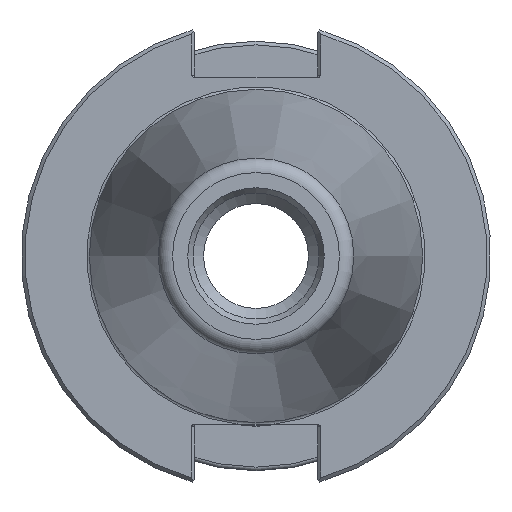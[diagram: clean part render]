
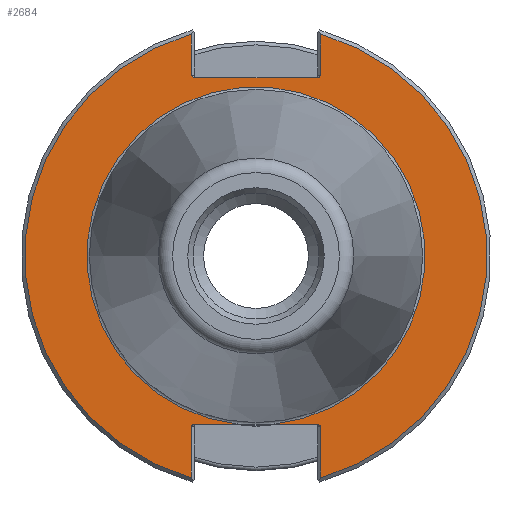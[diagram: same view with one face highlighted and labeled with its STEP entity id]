
A CAD part, left-side view. The second image highlights one B-rep face of the part: STEP entity #2684.
In plain terms, the highlighted planar face has unit normal (-1, 0, 0).
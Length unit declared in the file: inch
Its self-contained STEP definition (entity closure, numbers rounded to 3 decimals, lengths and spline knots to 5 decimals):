
#28=ELLIPSE('',#2959,0.02828,0.02);
#32=ELLIPSE('',#2968,0.02828,0.02);
#33=ELLIPSE('',#2972,0.02828,0.02);
#37=ELLIPSE('',#2981,0.02828,0.02);
#259=LINE('',#5405,#433);
#267=LINE('',#5437,#441);
#275=LINE('',#5468,#449);
#283=LINE('',#5500,#457);
#285=LINE('',#5532,#459);
#286=LINE('',#5534,#460);
#287=LINE('',#5536,#461);
#433=VECTOR('',#3496,0.3937);
#441=VECTOR('',#3522,0.3937);
#449=VECTOR('',#3546,0.3937);
#457=VECTOR('',#3572,0.3937);
#459=VECTOR('',#3590,0.3937);
#460=VECTOR('',#3593,0.3937);
#461=VECTOR('',#3596,0.3937);
#673=PLANE('',#2995);
#786=FACE_OUTER_BOUND('',#935,.T.);
#935=EDGE_LOOP('',(#2270,#2271,#2272,#2273,#2274,#2275,#2276,#2277,#2278,
#2279,#2280,#2281,#2282,#2283));
#1069=CIRCLE('',#2990,1.395);
#1074=CIRCLE('',#2996,1.9075);
#1075=CIRCLE('',#2997,1.9075);
#1287=VERTEX_POINT('',#5390);
#1288=VERTEX_POINT('',#5392);
#1291=VERTEX_POINT('',#5404);
#1296=VERTEX_POINT('',#5422);
#1297=VERTEX_POINT('',#5424);
#1300=VERTEX_POINT('',#5436);
#1302=VERTEX_POINT('',#5444);
#1303=VERTEX_POINT('',#5445);
#1309=VERTEX_POINT('',#5464);
#1312=VERTEX_POINT('',#5478);
#1313=VERTEX_POINT('',#5480);
#1318=VERTEX_POINT('',#5496);
#1320=VERTEX_POINT('',#5508);
#1322=VERTEX_POINT('',#5516);
#1618=EDGE_CURVE('',#1287,#1288,#28,.T.);
#1623=EDGE_CURVE('',#1288,#1291,#259,.T.);
#1632=EDGE_CURVE('',#1296,#1297,#32,.T.);
#1637=EDGE_CURVE('',#1297,#1300,#267,.T.);
#1640=EDGE_CURVE('',#1302,#1303,#33,.T.);
#1651=EDGE_CURVE('',#1309,#1302,#275,.T.);
#1656=EDGE_CURVE('',#1312,#1313,#37,.T.);
#1665=EDGE_CURVE('',#1318,#1312,#283,.T.);
#1669=EDGE_CURVE('',#1320,#1322,#1069,.T.);
#1675=EDGE_CURVE('',#1303,#1320,#285,.T.);
#1676=EDGE_CURVE('',#1291,#1309,#1074,.T.);
#1677=EDGE_CURVE('',#1313,#1287,#286,.T.);
#1678=EDGE_CURVE('',#1300,#1318,#1075,.T.);
#1679=EDGE_CURVE('',#1322,#1296,#287,.T.);
#2270=ORIENTED_EDGE('',*,*,#1669,.F.);
#2271=ORIENTED_EDGE('',*,*,#1675,.F.);
#2272=ORIENTED_EDGE('',*,*,#1640,.F.);
#2273=ORIENTED_EDGE('',*,*,#1651,.F.);
#2274=ORIENTED_EDGE('',*,*,#1676,.F.);
#2275=ORIENTED_EDGE('',*,*,#1623,.F.);
#2276=ORIENTED_EDGE('',*,*,#1618,.F.);
#2277=ORIENTED_EDGE('',*,*,#1677,.F.);
#2278=ORIENTED_EDGE('',*,*,#1656,.F.);
#2279=ORIENTED_EDGE('',*,*,#1665,.F.);
#2280=ORIENTED_EDGE('',*,*,#1678,.F.);
#2281=ORIENTED_EDGE('',*,*,#1637,.F.);
#2282=ORIENTED_EDGE('',*,*,#1632,.F.);
#2283=ORIENTED_EDGE('',*,*,#1679,.F.);
#2684=ADVANCED_FACE('',(#786),#673,.T.);
#2959=AXIS2_PLACEMENT_3D('',#5393,#3487,#3488);
#2968=AXIS2_PLACEMENT_3D('',#5425,#3513,#3514);
#2972=AXIS2_PLACEMENT_3D('',#5446,#3526,#3527);
#2981=AXIS2_PLACEMENT_3D('',#5481,#3554,#3555);
#2990=AXIS2_PLACEMENT_3D('',#5517,#3578,#3579);
#2995=AXIS2_PLACEMENT_3D('',#5531,#3588,#3589);
#2996=AXIS2_PLACEMENT_3D('',#5533,#3591,#3592);
#2997=AXIS2_PLACEMENT_3D('',#5535,#3594,#3595);
#3487=DIRECTION('center_axis',(-1.,0.,0.));
#3488=DIRECTION('ref_axis',(0.,-1.,0.));
#3496=DIRECTION('',(0.,0.,1.));
#3513=DIRECTION('center_axis',(-1.,0.,0.));
#3514=DIRECTION('ref_axis',(0.,1.,0.));
#3522=DIRECTION('',(0.,0.,-1.));
#3526=DIRECTION('center_axis',(-1.,0.,0.));
#3527=DIRECTION('ref_axis',(0.,-1.,0.));
#3546=DIRECTION('',(0.,0.,1.));
#3554=DIRECTION('center_axis',(-1.,0.,0.));
#3555=DIRECTION('ref_axis',(0.,1.,0.));
#3572=DIRECTION('',(0.,0.,-1.));
#3578=DIRECTION('center_axis',(-1.,0.,0.));
#3579=DIRECTION('ref_axis',(0.,-1.,0.));
#3588=DIRECTION('center_axis',(-1.,0.,0.));
#3589=DIRECTION('ref_axis',(0.,0.,1.));
#3590=DIRECTION('',(0.,1.,0.));
#3591=DIRECTION('center_axis',(1.,0.,0.));
#3592=DIRECTION('ref_axis',(0.,-1.,0.));
#3593=DIRECTION('',(0.,-1.,0.));
#3594=DIRECTION('center_axis',(1.,0.,0.));
#3595=DIRECTION('ref_axis',(0.,1.,0.));
#3596=DIRECTION('',(0.,1.,0.));
#5390=CARTESIAN_POINT('',(0.125,-0.50422,1.472));
#5392=CARTESIAN_POINT('',(0.125,-0.5325,1.492));
#5393=CARTESIAN_POINT('Origin',(0.125,-0.50422,1.492));
#5404=CARTESIAN_POINT('',(0.125,-0.5325,1.83167));
#5405=CARTESIAN_POINT('',(0.125,-0.5325,0.736));
#5422=CARTESIAN_POINT('',(0.125,0.50422,-1.388));
#5424=CARTESIAN_POINT('',(0.125,0.5325,-1.408));
#5425=CARTESIAN_POINT('Origin',(0.125,0.50422,-1.408));
#5436=CARTESIAN_POINT('',(0.125,0.5325,-1.83167));
#5437=CARTESIAN_POINT('',(0.125,0.5325,-0.694));
#5444=CARTESIAN_POINT('',(0.125,-0.5325,-1.408));
#5445=CARTESIAN_POINT('',(0.125,-0.50422,-1.388));
#5446=CARTESIAN_POINT('Origin',(0.125,-0.50422,-1.408));
#5464=CARTESIAN_POINT('',(0.125,-0.5325,-1.83167));
#5468=CARTESIAN_POINT('',(0.125,-0.5325,-0.694));
#5478=CARTESIAN_POINT('',(0.125,0.5325,1.492));
#5480=CARTESIAN_POINT('',(0.125,0.50422,1.472));
#5481=CARTESIAN_POINT('Origin',(0.125,0.50422,1.492));
#5496=CARTESIAN_POINT('',(0.125,0.5325,1.83167));
#5500=CARTESIAN_POINT('',(0.125,0.5325,0.736));
#5508=CARTESIAN_POINT('',(0.125,-0.13957,-1.388));
#5516=CARTESIAN_POINT('',(0.125,0.13957,-1.388));
#5517=CARTESIAN_POINT('Origin',(0.125,0.,0.));
#5531=CARTESIAN_POINT('Origin',(0.125,1.65625,0.));
#5532=CARTESIAN_POINT('',(0.125,0.82813,-1.388));
#5533=CARTESIAN_POINT('Origin',(0.125,0.,0.));
#5534=CARTESIAN_POINT('',(0.125,0.82813,1.472));
#5535=CARTESIAN_POINT('Origin',(0.125,0.,0.));
#5536=CARTESIAN_POINT('',(0.125,0.82813,-1.388));
